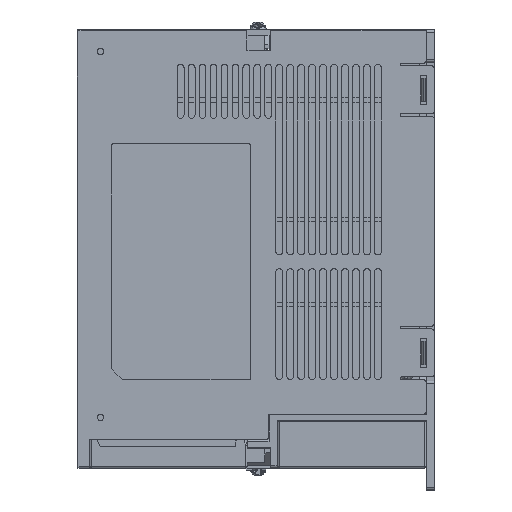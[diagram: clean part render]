
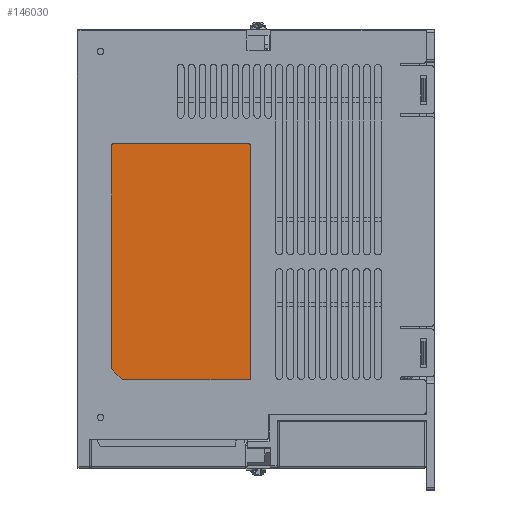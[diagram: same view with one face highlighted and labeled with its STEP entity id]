
A CAD part, left-side view. The second image highlights one B-rep face of the part: STEP entity #146030.
In plain terms, the highlighted planar face has unit normal (-1, 0, 0).
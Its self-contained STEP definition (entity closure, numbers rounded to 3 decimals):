
#51972=DIRECTION('',(0.,0.,-1.));
#51973=VECTOR('',#51972,81.7);
#51974=CARTESIAN_POINT('',(-25.7,115.004,37.95));
#51975=LINE('',#51974,#51973);
#51980=CARTESIAN_POINT('',(-25.7,114.704,37.95));
#51981=DIRECTION('',(1.,0.,0.));
#51982=DIRECTION('',(0.,1.,0.));
#51983=AXIS2_PLACEMENT_3D('',#51980,#51981,#51982);
#51985=CARTESIAN_POINT('',(-25.7,64.704,37.95));
#51986=DIRECTION('',(1.,0.,0.));
#51987=DIRECTION('',(0.,0.,1.));
#51988=AXIS2_PLACEMENT_3D('',#51985,#51986,#51987);
#51990=CARTESIAN_POINT('',(-25.7,64.704,-47.45));
#51991=DIRECTION('',(1.,0.,0.));
#51992=DIRECTION('',(0.,-1.,0.));
#51993=AXIS2_PLACEMENT_3D('',#51990,#51991,#51992);
#51995=DIRECTION('',(0.,0.707,0.707));
#51996=VECTOR('',#51995,5.657);
#51997=CARTESIAN_POINT('',(-25.7,111.004,-47.75));
#51998=LINE('',#51997,#51996);
#52007=DIRECTION('',(0.,1.,0.));
#52008=VECTOR('',#52007,50.);
#52009=CARTESIAN_POINT('',(-25.7,64.704,38.25));
#52010=LINE('',#52009,#52008);
#52019=DIRECTION('',(0.,0.,1.));
#52020=VECTOR('',#52019,85.4);
#52021=CARTESIAN_POINT('',(-25.7,64.404,-47.45));
#52022=LINE('',#52021,#52020);
#52035=DIRECTION('',(0.,-1.,0.));
#52036=VECTOR('',#52035,46.3);
#52037=CARTESIAN_POINT('',(-25.7,111.004,-47.75));
#52038=LINE('',#52037,#52036);
#66836=CARTESIAN_POINT('',(-25.7,115.004,-43.75));
#66837=VERTEX_POINT('',#66836);
#66838=CARTESIAN_POINT('',(-25.7,115.004,37.95));
#66839=VERTEX_POINT('',#66838);
#66840=CARTESIAN_POINT('',(-25.7,111.004,-47.75));
#66841=VERTEX_POINT('',#66840);
#66842=CARTESIAN_POINT('',(-25.7,114.704,38.25));
#66843=VERTEX_POINT('',#66842);
#66844=CARTESIAN_POINT('',(-25.7,64.704,38.25));
#66845=VERTEX_POINT('',#66844);
#66846=CARTESIAN_POINT('',(-25.7,64.404,37.95));
#66847=VERTEX_POINT('',#66846);
#66848=CARTESIAN_POINT('',(-25.7,64.404,-47.45));
#66849=VERTEX_POINT('',#66848);
#66850=CARTESIAN_POINT('',(-25.7,64.704,-47.75));
#66851=VERTEX_POINT('',#66850);
#146009=CARTESIAN_POINT('',(-25.7,127.004,-37.95));
#146010=DIRECTION('',(-1.,0.,0.));
#146011=DIRECTION('',(0.,0.,-1.));
#146012=AXIS2_PLACEMENT_3D('',#146009,#146010,#146011);
#146013=PLANE('',#146012);
#146014=ORIENTED_EDGE('',*,*,#145990,.F.);
#146016=ORIENTED_EDGE('',*,*,#146015,.T.);
#146018=ORIENTED_EDGE('',*,*,#146017,.F.);
#146020=ORIENTED_EDGE('',*,*,#146019,.T.);
#146022=ORIENTED_EDGE('',*,*,#146021,.F.);
#146024=ORIENTED_EDGE('',*,*,#146023,.T.);
#146026=ORIENTED_EDGE('',*,*,#146025,.F.);
#146027=ORIENTED_EDGE('',*,*,#146000,.T.);
#146028=EDGE_LOOP('',(#146014,#146016,#146018,#146020,#146022,#146024,#146026,
#146027));
#146029=FACE_OUTER_BOUND('',#146028,.F.);
#51984=CIRCLE('',#51983,0.3);
#51989=CIRCLE('',#51988,0.3);
#51994=CIRCLE('',#51993,0.3);
#145990=EDGE_CURVE('',#66839,#66837,#51975,.T.);
#146000=EDGE_CURVE('',#66841,#66837,#51998,.T.);
#146015=EDGE_CURVE('',#66839,#66843,#51984,.T.);
#146017=EDGE_CURVE('',#66845,#66843,#52010,.T.);
#146019=EDGE_CURVE('',#66845,#66847,#51989,.T.);
#146021=EDGE_CURVE('',#66849,#66847,#52022,.T.);
#146023=EDGE_CURVE('',#66849,#66851,#51994,.T.);
#146025=EDGE_CURVE('',#66841,#66851,#52038,.T.);
#146030=ADVANCED_FACE('',(#146029),#146013,.T.);
